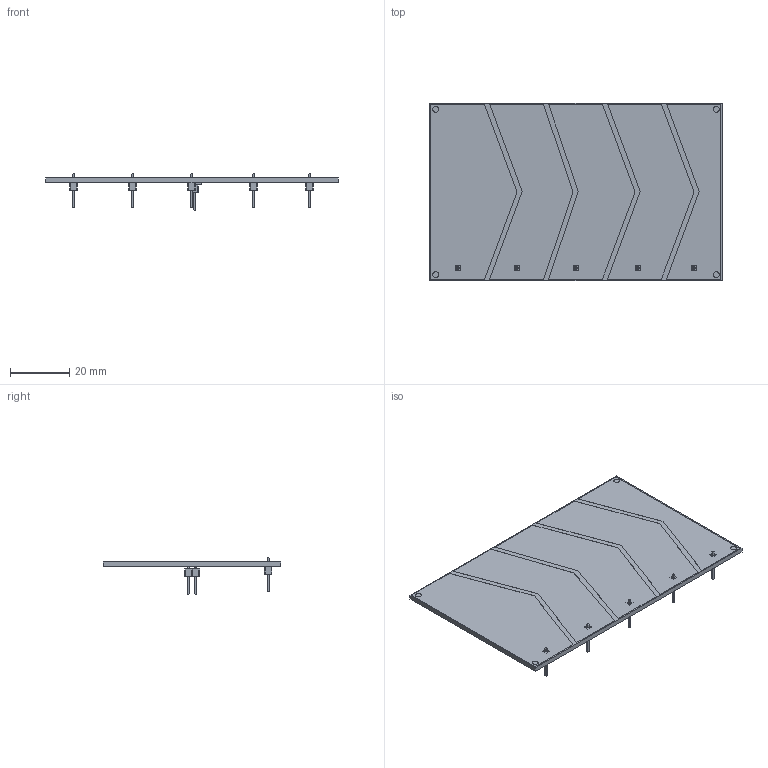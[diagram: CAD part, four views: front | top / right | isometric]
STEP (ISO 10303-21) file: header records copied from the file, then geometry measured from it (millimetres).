
FILE_DESCRIPTION(('KiCad electronic assembly'),'2;1');
FILE_NAME('touch-pad.step','2025-01-31T23:05:43',('Pcbnew'),('Kicad'), 'Open CASCADE STEP processor 7.8','KiCad to STEP converter','Unknown' );
FILE_SCHEMA(('AUTOMOTIVE_DESIGN { 1 0 10303 214 1 1 1 1 }'));
Length unit declared in the file: millimetre
Products named in the file (28): touch-pad 1; PinHeader_1x01_P2.54mm_Vertical; PinHeader_1x01_P254mm_Vertical; PinHeader_1x02_P2.54mm_Vertical_SMD_Pin1Left; PinHeader_1x02_P254mm_Vertical_SMD_Pin1Left; _autosave-touch-pad_track_1; _autosave-touch-pad_track_2; _autosave-touch-pad_track_3; _autosave-touch-pad_track_4; _autosave-touch-pad_track_5; _autosave-touch-pad_pad_1; _autosave-touch-pad_pad_2; _autosave-touch-pad_pad_3; _autosave-touch-pad_pad_4; _autosave-touch-pad_pad_5; _autosave-touch-pad_pad_6; _autosave-touch-pad_pad_7; _autosave-touch-pad_pad_8; _autosave-touch-pad_pad_9; _autosave-touch-pad_pad_10; _autosave-touch-pad_pad_11; _autosave-touch-pad_pad_12; _autosave-touch-pad_pad_13; _autosave-touch-pad_pad_14; _autosave-touch-pad_pad_15; _autosave-touch-pad_pad_16; _autosave-touch-pad_pad_17; _autosave-touch-pad_PCB
Assembly tree (31 placements, depth 3):
  touch-pad 1
    PinHeader_1x01_P2.54mm_Vertical  x5
      PinHeader_1x01_P254mm_Vertical
    PinHeader_1x02_P2.54mm_Vertical_SMD_Pin1Left
      PinHeader_1x02_P254mm_Vertical_SMD_Pin1Left
    _autosave-touch-pad_track_1
    _autosave-touch-pad_track_2
    _autosave-touch-pad_track_3
    _autosave-touch-pad_track_4
    _autosave-touch-pad_track_5
    _autosave-touch-pad_pad_1
    _autosave-touch-pad_pad_2
    _autosave-touch-pad_pad_3
    _autosave-touch-pad_pad_4
    _autosave-touch-pad_pad_5
    _autosave-touch-pad_pad_6
    _autosave-touch-pad_pad_7
    _autosave-touch-pad_pad_8
    _autosave-touch-pad_pad_9
    _autosave-touch-pad_pad_10
    _autosave-touch-pad_pad_11
    _autosave-touch-pad_pad_12
    _autosave-touch-pad_pad_13
    _autosave-touch-pad_pad_14
    _autosave-touch-pad_pad_15
    _autosave-touch-pad_pad_16
    _autosave-touch-pad_pad_17
    _autosave-touch-pad_PCB
Bounding box: 99 x 60 x 12.3 mm (x, y, z)
Volume: 9805.3 mm3; surface area: 23733.7 mm2
Topology: 29 solids, 29 shells, 475 faces, 1153 edges, 750 vertices
Faces by surface type: plane 439, cylinder 36
Full cylindrical faces by diameter (mm): 0.95 x20, 1 x10, 2 x4
Entity records: 11939 total; most frequent: CARTESIAN_POINT 1882, ORIENTED_EDGE 1794, DIRECTION 1759, EDGE_CURVE 897, LINE 825, VECTOR 825, VERTEX_POINT 590, AXIS2_PLACEMENT_3D 467
